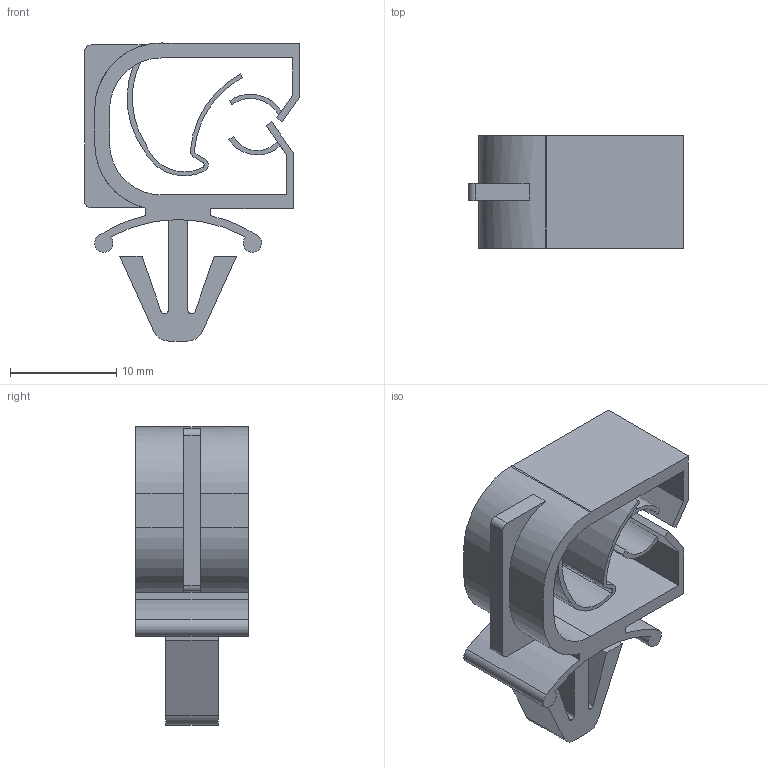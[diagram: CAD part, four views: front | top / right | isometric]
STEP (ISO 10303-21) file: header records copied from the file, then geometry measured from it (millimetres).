
FILE_DESCRIPTION (( 'STEP AP203' ), '1' );
FILE_NAME ('HCMP06C12-M20.STP', '2019-07-22T17:30:28', ( '' ), ( '' ), 'SwSTEP 2.0', 'SolidWorks 2016', '' );
FILE_SCHEMA (( 'CONFIG_CONTROL_DESIGN' ));
Length unit declared in the file: inch
Products named in the file (1): HCMP06C12-M20
Bounding box: 20.2 x 10.58 x 28.01 mm (x, y, z)
Volume: 1343.6 mm3; surface area: 2776.2 mm2
Topology: 1 solids, 1 shells, 84 faces, 239 edges, 161 vertices
Faces by surface type: plane 48, cylinder 36
Entity records: 2846 total; most frequent: CARTESIAN_POINT 491, DIRECTION 489, ORIENTED_EDGE 478, EDGE_CURVE 239, AXIS2_PLACEMENT_3D 167, VERTEX_POINT 161, VECTOR 155, LINE 155
